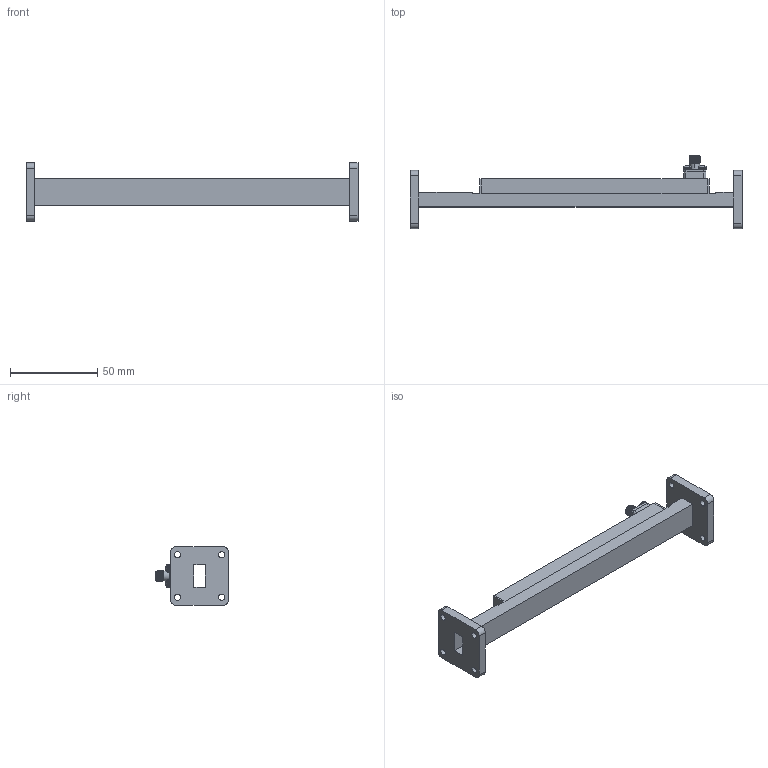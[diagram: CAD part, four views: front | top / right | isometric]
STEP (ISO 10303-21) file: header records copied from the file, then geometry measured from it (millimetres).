
FILE_DESCRIPTION (( 'STEP AP214' ), '1' );
FILE_NAME ('FMW51CP002-40_3D.step', '2025-03-13T16:38:10', ( '' ), ( '' ), 'SwSTEP 2.0', 'SolidWorks 2022', '' );
FILE_SCHEMA (( 'AUTOMOTIVE_DESIGN' ));
Length unit declared in the file: inch
Products named in the file (4): PE4121; FMW51CP002-40_3D; 4-40 PAN HD SCREW; FMW51CP002-40
Assembly tree (6 placements, depth 2):
  FMW51CP002-40_3D
    FMW51CP002-40
    4-40 PAN HD SCREW  x4
    PE4121
Bounding box: 190 x 41.99 x 33.3 mm (x, y, z)
Volume: 22911.7 mm3; surface area: 30538.7 mm2
Topology: 6 solids, 7 shells, 527 faces, 1438 edges, 945 vertices
Faces by surface type: cylinder 294, plane 146, cone 46, torus 18, bspline 15, sphere 8
Entity records: 9926 total; most frequent: CARTESIAN_POINT 3688, ORIENTED_EDGE 1304, DIRECTION 1191, EDGE_CURVE 652, AXIS2_PLACEMENT_3D 444, VERTEX_POINT 426, LINE 303, VECTOR 303
